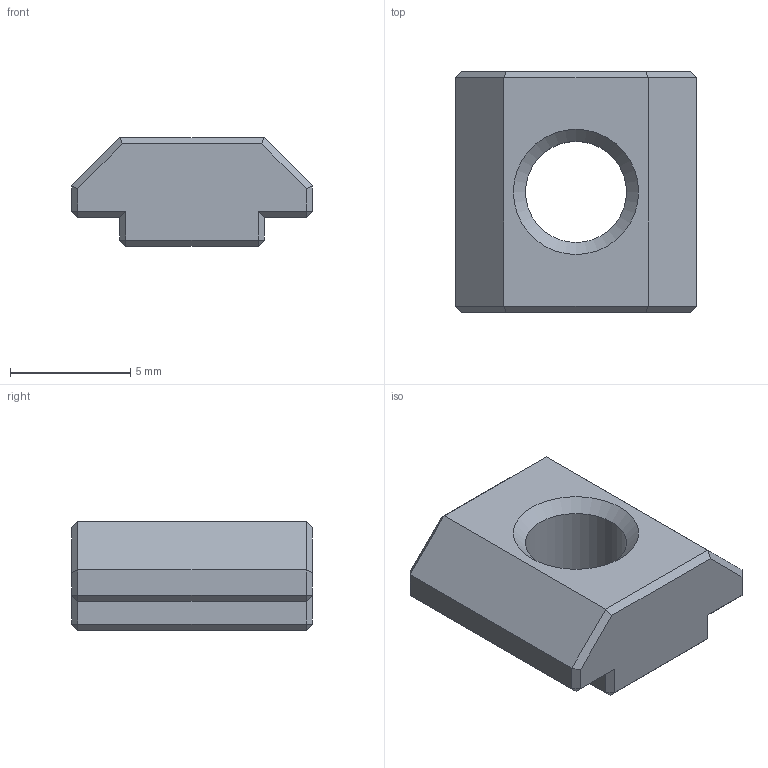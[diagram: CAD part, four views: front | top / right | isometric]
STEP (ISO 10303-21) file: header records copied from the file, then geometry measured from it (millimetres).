
FILE_DESCRIPTION(('FreeCAD Model'),'2;1');
FILE_NAME('Open CASCADE Shape Model','2024-06-23T11:30:16',(''),(''), 'Open CASCADE STEP processor 7.6','FreeCAD','Unknown');
FILE_SCHEMA(('AP242_MANAGED_MODEL_BASED_3D_ENGINEERING_MIM_LF. {1 0 10303 442 1 1 4 }'));
Length unit declared in the file: millimetre
Products named in the file (1): Body003
Bounding box: 10 x 10 x 4.5 mm (x, y, z)
Volume: 293.3 mm3; surface area: 349.7 mm2
Topology: 1 solids, 1 shells, 47 faces, 97 edges, 52 vertices
Faces by surface type: plane 44, cone 2, cylinder 1
Full cylindrical faces by diameter (mm): 4.2 x1
Entity records: 2458 total; most frequent: CARTESIAN_POINT 391, DIRECTION 391, LINE 285, VECTOR 285, ORIENTED_EDGE 194, PCURVE 194, DEFINITIONAL_REPRESENTATION 194, EDGE_CURVE 97
